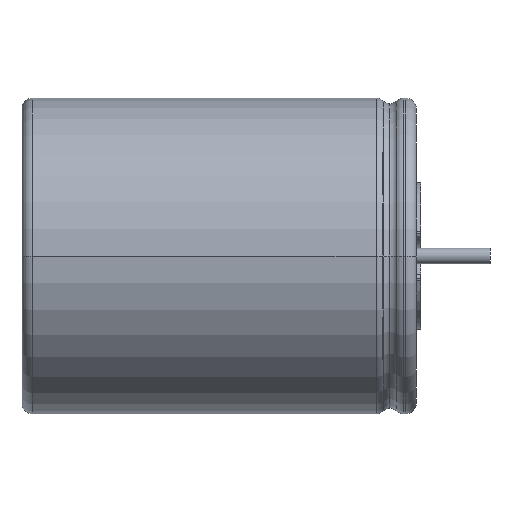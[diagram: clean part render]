
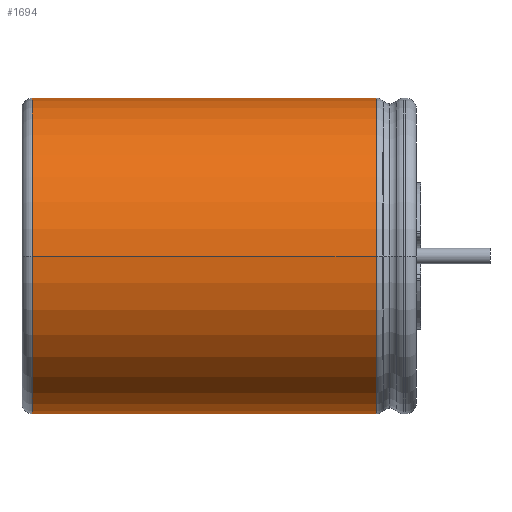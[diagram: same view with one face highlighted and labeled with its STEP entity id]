
A CAD part, left-side view. The second image highlights one B-rep face of the part: STEP entity #1694.
In plain terms, the highlighted cylindrical face has radius 8.025 mm (diameter 16.051 mm), a partial arc.
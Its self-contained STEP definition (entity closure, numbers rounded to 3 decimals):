
#37 = DIRECTION ( 'NONE',  ( 1., 0., 0. ) ) ;
#126 = FACE_OUTER_BOUND ( 'NONE', #4667, .T. ) ;
#349 = ORIENTED_EDGE ( 'NONE', *, *, #4703, .T. ) ;
#367 = DIRECTION ( 'NONE',  ( 0., -1., 0. ) ) ;
#532 = LINE ( 'NONE', #1471, #1560 ) ;
#589 = VECTOR ( 'NONE', #4629, 1000. ) ;
#755 = LINE ( 'NONE', #2836, #589 ) ;
#1471 = CARTESIAN_POINT ( 'NONE',  ( 0., 12.922, 8.025 ) ) ;
#1512 = AXIS2_PLACEMENT_3D ( 'NONE', #3583, #367, #3977 ) ;
#1527 = ORIENTED_EDGE ( 'NONE', *, *, #4108, .F. ) ;
#1560 = VECTOR ( 'NONE', #2567, 1000. ) ;
#1591 = EDGE_CURVE ( 'NONE', #4082, #2842, #532, .T. ) ;
#1694 = ADVANCED_FACE ( 'NONE', ( #126 ), #4081, .T. ) ;
#2316 = CARTESIAN_POINT ( 'NONE',  ( 0., 12.922, 0. ) ) ;
#2380 = ORIENTED_EDGE ( 'NONE', *, *, #3264, .F. ) ;
#2471 = AXIS2_PLACEMENT_3D ( 'NONE', #2316, #3386, #4136 ) ;
#2525 = DIRECTION ( 'NONE',  ( 0., -1., 0. ) ) ;
#2567 = DIRECTION ( 'NONE',  ( 0., -1., 0. ) ) ;
#2642 = ORIENTED_EDGE ( 'NONE', *, *, #1591, .F. ) ;
#2836 = CARTESIAN_POINT ( 'NONE',  ( 0., 12.922, -8.025 ) ) ;
#2842 = VERTEX_POINT ( 'NONE', #2924 ) ;
#2924 = CARTESIAN_POINT ( 'NONE',  ( 0., 2.52, 8.025 ) ) ;
#3201 = CARTESIAN_POINT ( 'NONE',  ( 0., 2.52, -8.025 ) ) ;
#3264 = EDGE_CURVE ( 'NONE', #3999, #4542, #755, .T. ) ;
#3386 = DIRECTION ( 'NONE',  ( 0., 1., 0. ) ) ;
#3487 = CIRCLE ( 'NONE', #1512, 8.025 ) ;
#3558 = CIRCLE ( 'NONE', #3832, 8.025 ) ;
#3583 = CARTESIAN_POINT ( 'NONE',  ( 0., 20., 0. ) ) ;
#3633 = CARTESIAN_POINT ( 'NONE',  ( 0., 2.52, 0. ) ) ;
#3832 = AXIS2_PLACEMENT_3D ( 'NONE', #3633, #2525, #37 ) ;
#3954 = CARTESIAN_POINT ( 'NONE',  ( 0., 20., 8.025 ) ) ;
#3977 = DIRECTION ( 'NONE',  ( 1., 0., 0. ) ) ;
#3999 = VERTEX_POINT ( 'NONE', #3201 ) ;
#4081 = CYLINDRICAL_SURFACE ( 'NONE', #2471, 8.025 ) ;
#4082 = VERTEX_POINT ( 'NONE', #3954 ) ;
#4108 = EDGE_CURVE ( 'NONE', #2842, #3999, #3558, .T. ) ;
#4136 = DIRECTION ( 'NONE',  ( 1., 0., 0. ) ) ;
#4183 = CARTESIAN_POINT ( 'NONE',  ( 0., 20., -8.025 ) ) ;
#4542 = VERTEX_POINT ( 'NONE', #4183 ) ;
#4629 = DIRECTION ( 'NONE',  ( 0., 1., 0. ) ) ;
#4667 = EDGE_LOOP ( 'NONE', ( #349, #2380, #1527, #2642 ) ) ;
#4703 = EDGE_CURVE ( 'NONE', #4082, #4542, #3487, .T. ) ;
